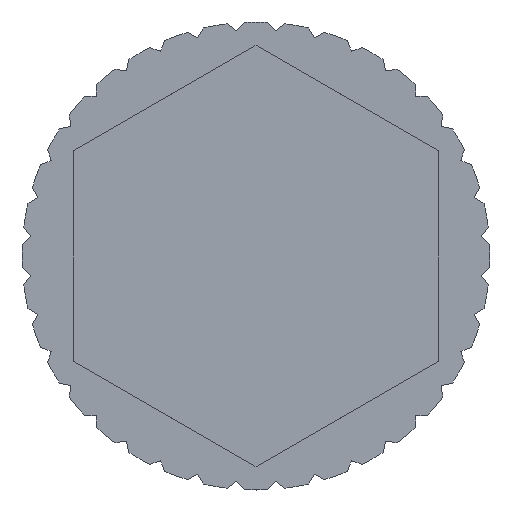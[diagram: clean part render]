
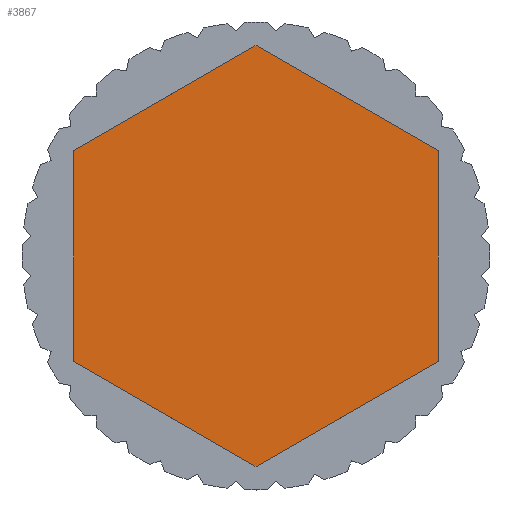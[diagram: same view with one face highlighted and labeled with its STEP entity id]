
A CAD part, left-side view. The second image highlights one B-rep face of the part: STEP entity #3867.
In plain terms, the highlighted planar face has unit normal (-1, 0, 0).
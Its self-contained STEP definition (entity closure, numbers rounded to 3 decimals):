
#3542=CARTESIAN_POINT('',(129.249,-122.543,17.975));
#3543=VERTEX_POINT('',#3542);
#3544=CARTESIAN_POINT('',(129.249,-114.748,13.475));
#3545=VERTEX_POINT('',#3544);
#3546=CARTESIAN_POINT('',(129.249,-122.543,17.975));
#3547=DIRECTION('',(0.,0.866,-0.5));
#3548=VECTOR('',#3547,9.);
#3549=LINE('',#3546,#3548);
#3550=EDGE_CURVE('',#3543,#3545,#3549,.T.);
#3582=CARTESIAN_POINT('',(129.249,-122.543,26.975));
#3583=VERTEX_POINT('',#3582);
#3584=CARTESIAN_POINT('',(129.249,-122.543,26.975));
#3585=DIRECTION('',(0.,-0.,-1.));
#3586=VECTOR('',#3585,9.);
#3587=LINE('',#3584,#3586);
#3588=EDGE_CURVE('',#3583,#3543,#3587,.T.);
#3613=CARTESIAN_POINT('',(129.249,-114.748,31.475));
#3614=VERTEX_POINT('',#3613);
#3615=CARTESIAN_POINT('',(129.249,-114.748,31.475));
#3616=DIRECTION('',(0.,-0.866,-0.5));
#3617=VECTOR('',#3616,9.);
#3618=LINE('',#3615,#3617);
#3619=EDGE_CURVE('',#3614,#3583,#3618,.T.);
#3644=CARTESIAN_POINT('',(129.249,-106.954,26.975));
#3645=VERTEX_POINT('',#3644);
#3646=CARTESIAN_POINT('',(129.249,-106.954,26.975));
#3647=DIRECTION('',(-0.,-0.866,0.5));
#3648=VECTOR('',#3647,9.);
#3649=LINE('',#3646,#3648);
#3650=EDGE_CURVE('',#3645,#3614,#3649,.T.);
#3675=CARTESIAN_POINT('',(129.249,-106.954,17.975));
#3676=VERTEX_POINT('',#3675);
#3677=CARTESIAN_POINT('',(129.249,-106.954,17.975));
#3678=DIRECTION('',(-0.,-0.,1.));
#3679=VECTOR('',#3678,9.);
#3680=LINE('',#3677,#3679);
#3681=EDGE_CURVE('',#3676,#3645,#3680,.T.);
#3706=CARTESIAN_POINT('',(129.249,-114.748,13.475));
#3707=DIRECTION('',(-0.,0.866,0.5));
#3708=VECTOR('',#3707,9.);
#3709=LINE('',#3706,#3708);
#3710=EDGE_CURVE('',#3545,#3676,#3709,.T.);
#3854=CARTESIAN_POINT('',(129.249,-7.748,29.775));
#3855=DIRECTION('',(1.,0.,0.));
#3856=DIRECTION('',(0.,1.,0.));
#3857=AXIS2_PLACEMENT_3D('',#3854,#3855,#3856);
#3858=PLANE('',#3857);
#3859=ORIENTED_EDGE('',*,*,#3550,.F.);
#3860=ORIENTED_EDGE('',*,*,#3588,.F.);
#3861=ORIENTED_EDGE('',*,*,#3619,.F.);
#3862=ORIENTED_EDGE('',*,*,#3650,.F.);
#3863=ORIENTED_EDGE('',*,*,#3681,.F.);
#3864=ORIENTED_EDGE('',*,*,#3710,.F.);
#3865=EDGE_LOOP('',(#3859,#3860,#3861,#3862,#3863,#3864));
#3866=FACE_BOUND('',#3865,.T.);
#3867=ADVANCED_FACE('',(#3866),#3858,.F.);
